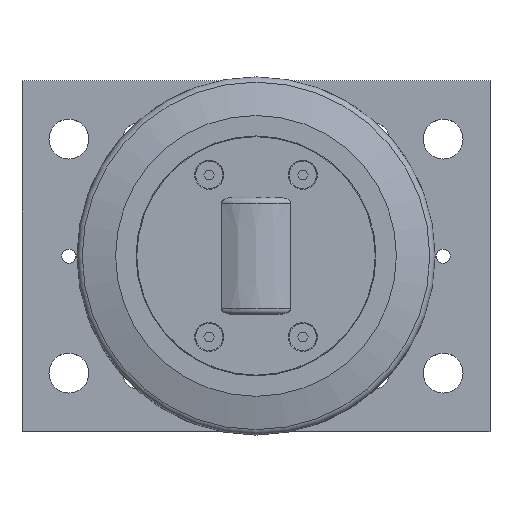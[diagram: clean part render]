
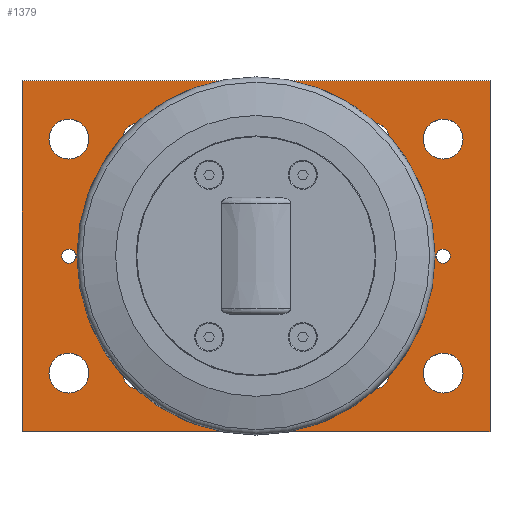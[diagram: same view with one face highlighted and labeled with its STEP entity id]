
A CAD part, top view. The second image highlights one B-rep face of the part: STEP entity #1379.
In plain terms, the highlighted planar face has unit normal (0, 0, 1).
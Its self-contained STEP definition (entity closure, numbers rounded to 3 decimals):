
#59=FACE_BOUND('',#289,.T.);
#60=FACE_BOUND('',#290,.T.);
#61=FACE_BOUND('',#291,.T.);
#62=FACE_BOUND('',#292,.T.);
#63=FACE_BOUND('',#293,.T.);
#64=FACE_BOUND('',#294,.T.);
#65=FACE_BOUND('',#295,.T.);
#66=FACE_BOUND('',#296,.T.);
#67=FACE_BOUND('',#297,.T.);
#68=FACE_BOUND('',#298,.T.);
#69=FACE_BOUND('',#299,.T.);
#124=CIRCLE('',#1512,51.);
#125=CIRCLE('',#1514,6.918);
#126=CIRCLE('',#1515,6.918);
#127=CIRCLE('',#1516,6.918);
#128=CIRCLE('',#1517,6.918);
#129=CIRCLE('',#1518,6.918);
#130=CIRCLE('',#1519,6.918);
#131=CIRCLE('',#1520,6.918);
#132=CIRCLE('',#1521,6.918);
#133=CIRCLE('',#1522,8.5);
#134=CIRCLE('',#1523,8.5);
#135=CIRCLE('',#1524,8.5);
#136=CIRCLE('',#1525,8.5);
#137=CIRCLE('',#1526,3.);
#138=CIRCLE('',#1527,3.);
#206=FACE_OUTER_BOUND('',#288,.T.);
#288=EDGE_LOOP('',(#1104,#1105,#1106,#1107));
#289=EDGE_LOOP('',(#1108,#1109));
#290=EDGE_LOOP('',(#1110,#1111));
#291=EDGE_LOOP('',(#1112,#1113));
#292=EDGE_LOOP('',(#1114,#1115));
#293=EDGE_LOOP('',(#1116));
#294=EDGE_LOOP('',(#1117));
#295=EDGE_LOOP('',(#1118));
#296=EDGE_LOOP('',(#1119));
#297=EDGE_LOOP('',(#1120));
#298=EDGE_LOOP('',(#1121));
#299=EDGE_LOOP('',(#1122));
#427=LINE('',#2278,#538);
#428=LINE('',#2280,#539);
#429=LINE('',#2282,#540);
#430=LINE('',#2283,#541);
#538=VECTOR('',#1830,10.);
#539=VECTOR('',#1831,10.);
#540=VECTOR('',#1832,10.);
#541=VECTOR('',#1833,10.);
#653=VERTEX_POINT('',#2272);
#654=VERTEX_POINT('',#2276);
#655=VERTEX_POINT('',#2277);
#656=VERTEX_POINT('',#2279);
#657=VERTEX_POINT('',#2281);
#658=VERTEX_POINT('',#2284);
#659=VERTEX_POINT('',#2285);
#660=VERTEX_POINT('',#2288);
#661=VERTEX_POINT('',#2289);
#662=VERTEX_POINT('',#2292);
#663=VERTEX_POINT('',#2293);
#664=VERTEX_POINT('',#2296);
#665=VERTEX_POINT('',#2297);
#666=VERTEX_POINT('',#2300);
#667=VERTEX_POINT('',#2302);
#668=VERTEX_POINT('',#2304);
#669=VERTEX_POINT('',#2306);
#670=VERTEX_POINT('',#2308);
#671=VERTEX_POINT('',#2310);
#824=EDGE_CURVE('',#653,#653,#124,.T.);
#825=EDGE_CURVE('',#654,#655,#427,.T.);
#826=EDGE_CURVE('',#656,#654,#428,.T.);
#827=EDGE_CURVE('',#657,#656,#429,.T.);
#828=EDGE_CURVE('',#655,#657,#430,.T.);
#829=EDGE_CURVE('',#658,#659,#125,.T.);
#830=EDGE_CURVE('',#659,#658,#126,.T.);
#831=EDGE_CURVE('',#660,#661,#127,.T.);
#832=EDGE_CURVE('',#661,#660,#128,.T.);
#833=EDGE_CURVE('',#662,#663,#129,.T.);
#834=EDGE_CURVE('',#663,#662,#130,.T.);
#835=EDGE_CURVE('',#664,#665,#131,.T.);
#836=EDGE_CURVE('',#665,#664,#132,.T.);
#837=EDGE_CURVE('',#666,#666,#133,.T.);
#838=EDGE_CURVE('',#667,#667,#134,.T.);
#839=EDGE_CURVE('',#668,#668,#135,.T.);
#840=EDGE_CURVE('',#669,#669,#136,.T.);
#841=EDGE_CURVE('',#670,#670,#137,.T.);
#842=EDGE_CURVE('',#671,#671,#138,.T.);
#1104=ORIENTED_EDGE('',*,*,#825,.F.);
#1105=ORIENTED_EDGE('',*,*,#826,.F.);
#1106=ORIENTED_EDGE('',*,*,#827,.F.);
#1107=ORIENTED_EDGE('',*,*,#828,.F.);
#1108=ORIENTED_EDGE('',*,*,#829,.T.);
#1109=ORIENTED_EDGE('',*,*,#830,.T.);
#1110=ORIENTED_EDGE('',*,*,#831,.T.);
#1111=ORIENTED_EDGE('',*,*,#832,.T.);
#1112=ORIENTED_EDGE('',*,*,#833,.T.);
#1113=ORIENTED_EDGE('',*,*,#834,.T.);
#1114=ORIENTED_EDGE('',*,*,#835,.T.);
#1115=ORIENTED_EDGE('',*,*,#836,.T.);
#1116=ORIENTED_EDGE('',*,*,#837,.T.);
#1117=ORIENTED_EDGE('',*,*,#838,.T.);
#1118=ORIENTED_EDGE('',*,*,#839,.T.);
#1119=ORIENTED_EDGE('',*,*,#840,.T.);
#1120=ORIENTED_EDGE('',*,*,#841,.T.);
#1121=ORIENTED_EDGE('',*,*,#842,.T.);
#1122=ORIENTED_EDGE('',*,*,#824,.T.);
#1324=PLANE('',#1513);
#1379=ADVANCED_FACE('',(#206,#59,#60,#61,#62,#63,#64,#65,#66,#67,#68,#69),
#1324,.T.);
#1512=AXIS2_PLACEMENT_3D('',#2274,#1826,#1827);
#1513=AXIS2_PLACEMENT_3D('',#2275,#1828,#1829);
#1514=AXIS2_PLACEMENT_3D('',#2286,#1834,#1835);
#1515=AXIS2_PLACEMENT_3D('',#2287,#1836,#1837);
#1516=AXIS2_PLACEMENT_3D('',#2290,#1838,#1839);
#1517=AXIS2_PLACEMENT_3D('',#2291,#1840,#1841);
#1518=AXIS2_PLACEMENT_3D('',#2294,#1842,#1843);
#1519=AXIS2_PLACEMENT_3D('',#2295,#1844,#1845);
#1520=AXIS2_PLACEMENT_3D('',#2298,#1846,#1847);
#1521=AXIS2_PLACEMENT_3D('',#2299,#1848,#1849);
#1522=AXIS2_PLACEMENT_3D('',#2301,#1850,#1851);
#1523=AXIS2_PLACEMENT_3D('',#2303,#1852,#1853);
#1524=AXIS2_PLACEMENT_3D('',#2305,#1854,#1855);
#1525=AXIS2_PLACEMENT_3D('',#2307,#1856,#1857);
#1526=AXIS2_PLACEMENT_3D('',#2309,#1858,#1859);
#1527=AXIS2_PLACEMENT_3D('',#2311,#1860,#1861);
#1826=DIRECTION('center_axis',(0.,0.,-1.));
#1827=DIRECTION('ref_axis',(0.,-1.,0.));
#1828=DIRECTION('center_axis',(0.,0.,1.));
#1829=DIRECTION('ref_axis',(1.,0.,0.));
#1830=DIRECTION('',(0.,1.,0.));
#1831=DIRECTION('',(-1.,0.,0.));
#1832=DIRECTION('',(0.,-1.,0.));
#1833=DIRECTION('',(1.,0.,0.));
#1834=DIRECTION('center_axis',(0.,0.,-1.));
#1835=DIRECTION('ref_axis',(1.,0.,0.));
#1836=DIRECTION('center_axis',(0.,0.,-1.));
#1837=DIRECTION('ref_axis',(1.,0.,0.));
#1838=DIRECTION('center_axis',(0.,0.,-1.));
#1839=DIRECTION('ref_axis',(1.,0.,0.));
#1840=DIRECTION('center_axis',(0.,0.,-1.));
#1841=DIRECTION('ref_axis',(1.,0.,0.));
#1842=DIRECTION('center_axis',(0.,0.,-1.));
#1843=DIRECTION('ref_axis',(1.,0.,0.));
#1844=DIRECTION('center_axis',(0.,0.,-1.));
#1845=DIRECTION('ref_axis',(1.,0.,0.));
#1846=DIRECTION('center_axis',(0.,0.,-1.));
#1847=DIRECTION('ref_axis',(1.,0.,0.));
#1848=DIRECTION('center_axis',(0.,0.,-1.));
#1849=DIRECTION('ref_axis',(1.,0.,0.));
#1850=DIRECTION('center_axis',(0.,0.,-1.));
#1851=DIRECTION('ref_axis',(-1.,0.,0.));
#1852=DIRECTION('center_axis',(0.,0.,-1.));
#1853=DIRECTION('ref_axis',(-1.,0.,0.));
#1854=DIRECTION('center_axis',(0.,0.,-1.));
#1855=DIRECTION('ref_axis',(-1.,0.,0.));
#1856=DIRECTION('center_axis',(0.,0.,-1.));
#1857=DIRECTION('ref_axis',(-1.,0.,0.));
#1858=DIRECTION('center_axis',(0.,0.,-1.));
#1859=DIRECTION('ref_axis',(-1.,0.,0.));
#1860=DIRECTION('center_axis',(0.,0.,-1.));
#1861=DIRECTION('ref_axis',(-1.,0.,0.));
#2272=CARTESIAN_POINT('',(100.,126.,20.));
#2274=CARTESIAN_POINT('Origin',(100.,75.,20.));
#2275=CARTESIAN_POINT('Origin',(100.,75.,20.));
#2276=CARTESIAN_POINT('',(0.,0.,20.));
#2277=CARTESIAN_POINT('',(0.,150.,20.));
#2278=CARTESIAN_POINT('',(0.,150.,20.));
#2279=CARTESIAN_POINT('',(200.,0.,20.));
#2280=CARTESIAN_POINT('',(0.,0.,20.));
#2281=CARTESIAN_POINT('',(200.,150.,20.));
#2282=CARTESIAN_POINT('',(200.,0.,20.));
#2283=CARTESIAN_POINT('',(200.,150.,20.));
#2284=CARTESIAN_POINT('',(56.918,25.,20.));
#2285=CARTESIAN_POINT('',(43.083,25.,20.));
#2286=CARTESIAN_POINT('Origin',(50.,25.,20.));
#2287=CARTESIAN_POINT('Origin',(50.,25.,20.));
#2288=CARTESIAN_POINT('',(156.918,25.,20.));
#2289=CARTESIAN_POINT('',(143.083,25.,20.));
#2290=CARTESIAN_POINT('Origin',(150.,25.,20.));
#2291=CARTESIAN_POINT('Origin',(150.,25.,20.));
#2292=CARTESIAN_POINT('',(156.918,125.,20.));
#2293=CARTESIAN_POINT('',(143.083,125.,20.));
#2294=CARTESIAN_POINT('Origin',(150.,125.,20.));
#2295=CARTESIAN_POINT('Origin',(150.,125.,20.));
#2296=CARTESIAN_POINT('',(56.918,125.,20.));
#2297=CARTESIAN_POINT('',(43.083,125.,20.));
#2298=CARTESIAN_POINT('Origin',(50.,125.,20.));
#2299=CARTESIAN_POINT('Origin',(50.,125.,20.));
#2300=CARTESIAN_POINT('',(28.5,25.,20.));
#2301=CARTESIAN_POINT('Origin',(20.,25.,20.));
#2302=CARTESIAN_POINT('',(28.5,125.,20.));
#2303=CARTESIAN_POINT('Origin',(20.,125.,20.));
#2304=CARTESIAN_POINT('',(188.5,25.,20.));
#2305=CARTESIAN_POINT('Origin',(180.,25.,20.));
#2306=CARTESIAN_POINT('',(188.5,125.,20.));
#2307=CARTESIAN_POINT('Origin',(180.,125.,20.));
#2308=CARTESIAN_POINT('',(183.,75.,20.));
#2309=CARTESIAN_POINT('Origin',(180.,75.,20.));
#2310=CARTESIAN_POINT('',(23.,75.,20.));
#2311=CARTESIAN_POINT('Origin',(20.,75.,20.));
